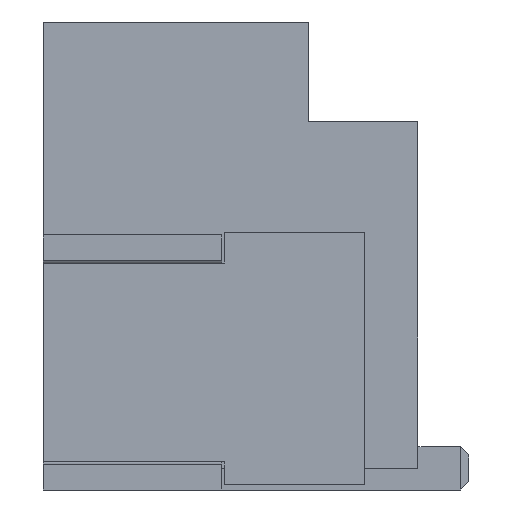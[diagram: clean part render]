
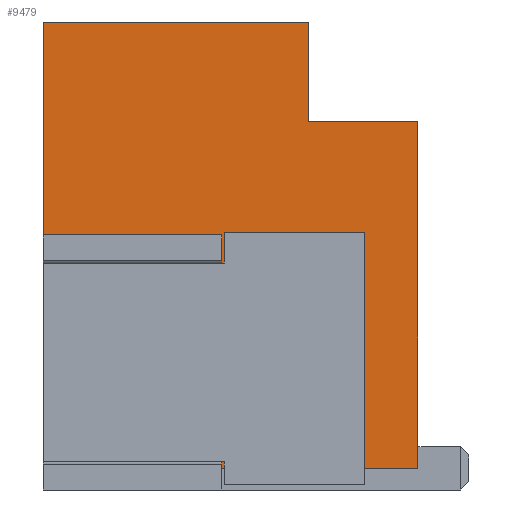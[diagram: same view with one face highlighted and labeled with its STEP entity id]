
A CAD part, left-side view. The second image highlights one B-rep face of the part: STEP entity #9479.
In plain terms, the highlighted planar face has unit normal (-1, 0, 0).
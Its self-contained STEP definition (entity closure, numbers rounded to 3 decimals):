
#744=ORIENTED_EDGE('',*,*,#3449,.F.);
#745=ORIENTED_EDGE('',*,*,#3331,.F.);
#746=ORIENTED_EDGE('',*,*,#3380,.F.);
#747=ORIENTED_EDGE('',*,*,#3442,.T.);
#748=ORIENTED_EDGE('',*,*,#3450,.T.);
#749=ORIENTED_EDGE('',*,*,#3369,.T.);
#750=ORIENTED_EDGE('',*,*,#3351,.T.);
#751=ORIENTED_EDGE('',*,*,#3333,.F.);
#752=ORIENTED_EDGE('',*,*,#3451,.T.);
#753=ORIENTED_EDGE('',*,*,#3452,.T.);
#3331=EDGE_CURVE('',#4708,#4709,#5608,.T.);
#3333=EDGE_CURVE('',#4710,#4711,#5610,.T.);
#3351=EDGE_CURVE('',#4727,#4711,#5628,.T.);
#3369=EDGE_CURVE('',#4744,#4727,#5646,.T.);
#3380=EDGE_CURVE('',#4754,#4708,#5657,.T.);
#3442=EDGE_CURVE('',#4754,#4797,#5719,.T.);
#3449=EDGE_CURVE('',#4709,#4801,#5726,.T.);
#3450=EDGE_CURVE('',#4797,#4744,#5727,.T.);
#3451=EDGE_CURVE('',#4710,#4802,#5728,.T.);
#3452=EDGE_CURVE('',#4802,#4801,#5729,.T.);
#4708=VERTEX_POINT('',#16972);
#4709=VERTEX_POINT('',#16974);
#4710=VERTEX_POINT('',#16976);
#4711=VERTEX_POINT('',#16978);
#4727=VERTEX_POINT('',#17015);
#4744=VERTEX_POINT('',#17053);
#4754=VERTEX_POINT('',#17074);
#4797=VERTEX_POINT('',#17182);
#4801=VERTEX_POINT('',#17197);
#4802=VERTEX_POINT('',#17200);
#5608=LINE('',#16973,#6719);
#5610=LINE('',#16977,#6721);
#5628=LINE('',#17014,#6739);
#5646=LINE('',#17052,#6757);
#5657=LINE('',#17075,#6768);
#5719=LINE('',#17183,#6830);
#5726=LINE('',#17196,#6837);
#5727=LINE('',#17198,#6838);
#5728=LINE('',#17199,#6839);
#5729=LINE('',#17201,#6840);
#6719=VECTOR('',#14666,1000.);
#6721=VECTOR('',#14668,1000.);
#6739=VECTOR('',#14692,1000.);
#6757=VECTOR('',#14716,1000.);
#6768=VECTOR('',#14729,1000.);
#6830=VECTOR('',#14797,1000.);
#6837=VECTOR('',#14810,1000.);
#6838=VECTOR('',#14811,1000.);
#6839=VECTOR('',#14812,1000.);
#6840=VECTOR('',#14813,1000.);
#7742=EDGE_LOOP('',(#744,#745,#746,#747,#748,#749,#750,#751,#752,#753));
#8349=FACE_BOUND('',#7742,.T.);
#8948=PLANE('',#13943);
#9479=ADVANCED_FACE('',(#8349),#8948,.T.);
#13943=AXIS2_PLACEMENT_3D('',#17195,#14808,#14809);
#14666=DIRECTION('',(0.,1.,0.));
#14668=DIRECTION('',(0.,1.,0.));
#14692=DIRECTION('',(0.,0.,-1.));
#14716=DIRECTION('',(0.,1.,0.));
#14729=DIRECTION('',(0.,0.,-1.));
#14797=DIRECTION('',(0.,1.,0.));
#14808=DIRECTION('',(-1.,0.,0.));
#14809=DIRECTION('',(0.,0.,1.));
#14810=DIRECTION('',(0.,0.,1.));
#14811=DIRECTION('',(0.,0.,1.));
#14812=DIRECTION('',(0.,0.,1.));
#14813=DIRECTION('',(0.,-1.,0.));
#16972=CARTESIAN_POINT('',(-11.076,-1.384,0.216));
#16973=CARTESIAN_POINT('',(-11.076,-1.384,0.216));
#16974=CARTESIAN_POINT('',(-11.076,-0.851,0.216));
#16976=CARTESIAN_POINT('',(-11.076,0.546,0.216));
#16977=CARTESIAN_POINT('',(-11.076,-1.384,0.216));
#16978=CARTESIAN_POINT('',(-11.076,2.349,0.216));
#17014=CARTESIAN_POINT('',(-11.076,2.349,1.588));
#17015=CARTESIAN_POINT('',(-11.076,2.349,4.661));
#17052=CARTESIAN_POINT('',(-11.076,-1.384,4.661));
#17053=CARTESIAN_POINT('',(-11.076,-0.292,4.661));
#17074=CARTESIAN_POINT('',(-11.076,-1.384,3.67));
#17075=CARTESIAN_POINT('',(-11.076,-1.384,1.588));
#17182=CARTESIAN_POINT('',(-11.076,-0.292,3.67));
#17183=CARTESIAN_POINT('',(-11.076,-1.384,3.67));
#17195=CARTESIAN_POINT('',(-11.076,-1.384,1.588));
#17196=CARTESIAN_POINT('',(-11.076,-0.851,0.055));
#17197=CARTESIAN_POINT('',(-11.076,-0.851,2.569));
#17198=CARTESIAN_POINT('',(-11.076,-0.292,3.67));
#17199=CARTESIAN_POINT('',(-11.076,0.546,0.055));
#17200=CARTESIAN_POINT('',(-11.076,0.546,2.569));
#17201=CARTESIAN_POINT('',(-11.076,0.546,2.569));
